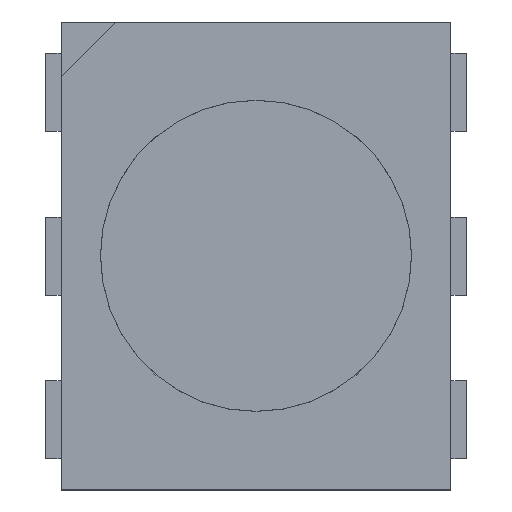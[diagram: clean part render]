
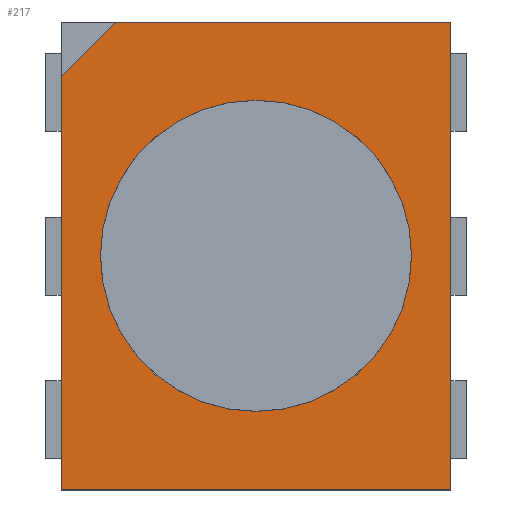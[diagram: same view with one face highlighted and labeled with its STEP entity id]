
A CAD part, top view. The second image highlights one B-rep face of the part: STEP entity #217.
In plain terms, the highlighted planar face has unit normal (0, 0, 1).
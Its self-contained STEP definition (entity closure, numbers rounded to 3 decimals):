
#21 = EDGE_CURVE('',#22,#24,#26,.T.);
#22 = VERTEX_POINT('',#23);
#23 = CARTESIAN_POINT('',(-2.5,-3.,2.5));
#24 = VERTEX_POINT('',#25);
#25 = CARTESIAN_POINT('',(-2.5,2.3,2.5));
#26 = LINE('',#27,#28);
#27 = CARTESIAN_POINT('',(-2.5,-3.,2.5));
#28 = VECTOR('',#29,1.);
#29 = DIRECTION('',(0.,1.,0.));
#217 = ADVANCED_FACE('',(#218,#251),#262,.T.);
#218 = FACE_BOUND('',#219,.T.);
#219 = EDGE_LOOP('',(#220,#221,#229,#237,#245));
#220 = ORIENTED_EDGE('',*,*,#21,.F.);
#221 = ORIENTED_EDGE('',*,*,#222,.T.);
#222 = EDGE_CURVE('',#22,#223,#225,.T.);
#223 = VERTEX_POINT('',#224);
#224 = CARTESIAN_POINT('',(2.5,-3.,2.5));
#225 = LINE('',#226,#227);
#226 = CARTESIAN_POINT('',(-2.5,-3.,2.5));
#227 = VECTOR('',#228,1.);
#228 = DIRECTION('',(1.,0.,0.));
#229 = ORIENTED_EDGE('',*,*,#230,.T.);
#230 = EDGE_CURVE('',#223,#231,#233,.T.);
#231 = VERTEX_POINT('',#232);
#232 = CARTESIAN_POINT('',(2.5,3.,2.5));
#233 = LINE('',#234,#235);
#234 = CARTESIAN_POINT('',(2.5,-3.,2.5));
#235 = VECTOR('',#236,1.);
#236 = DIRECTION('',(0.,1.,0.));
#237 = ORIENTED_EDGE('',*,*,#238,.F.);
#238 = EDGE_CURVE('',#239,#231,#241,.T.);
#239 = VERTEX_POINT('',#240);
#240 = CARTESIAN_POINT('',(-1.8,3.,2.5));
#241 = LINE('',#242,#243);
#242 = CARTESIAN_POINT('',(-2.5,3.,2.5));
#243 = VECTOR('',#244,1.);
#244 = DIRECTION('',(1.,0.,0.));
#245 = ORIENTED_EDGE('',*,*,#246,.T.);
#246 = EDGE_CURVE('',#239,#24,#247,.T.);
#247 = LINE('',#248,#249);
#248 = CARTESIAN_POINT('',(-3.875,0.925,2.5));
#249 = VECTOR('',#250,1.);
#250 = DIRECTION('',(-0.707,-0.707,0.));
#251 = FACE_BOUND('',#252,.T.);
#252 = EDGE_LOOP('',(#253));
#253 = ORIENTED_EDGE('',*,*,#254,.F.);
#254 = EDGE_CURVE('',#255,#255,#257,.T.);
#255 = VERTEX_POINT('',#256);
#256 = CARTESIAN_POINT('',(1.996,0.,2.5));
#257 = CIRCLE('',#258,1.996);
#258 = AXIS2_PLACEMENT_3D('',#259,#260,#261);
#259 = CARTESIAN_POINT('',(0.,0.,2.5));
#260 = DIRECTION('',(0.,0.,1.));
#261 = DIRECTION('',(1.,0.,0.));
#262 = PLANE('',#263);
#263 = AXIS2_PLACEMENT_3D('',#264,#265,#266);
#264 = CARTESIAN_POINT('',(-2.5,-3.,2.5));
#265 = DIRECTION('',(0.,0.,1.));
#266 = DIRECTION('',(1.,0.,0.));
